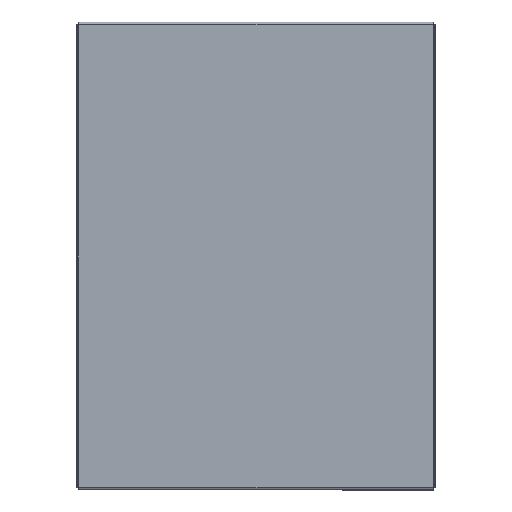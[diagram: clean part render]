
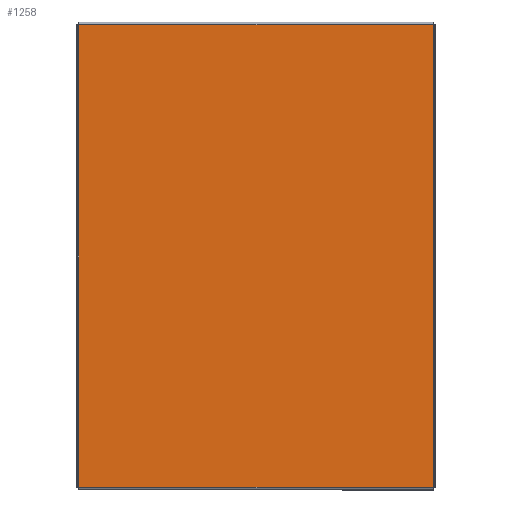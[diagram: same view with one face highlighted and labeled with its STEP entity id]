
A CAD part, front view. The second image highlights one B-rep face of the part: STEP entity #1258.
In plain terms, the highlighted planar face has unit normal (0, -1, 0).
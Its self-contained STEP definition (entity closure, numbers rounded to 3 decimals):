
#14 = DIRECTION ( 'NONE',  ( 0., 0., -1. ) ) ;
#285 = VERTEX_POINT ( 'NONE', #700 ) ;
#294 = CARTESIAN_POINT ( 'NONE',  ( -150.8, -1.2, -196.8 ) ) ;
#342 = CARTESIAN_POINT ( 'NONE',  ( -150.8, -1.2, -196.8 ) ) ;
#376 = DIRECTION ( 'NONE',  ( -1., 0., 0. ) ) ;
#400 = EDGE_CURVE ( 'NONE', #285, #1693, #1092, .T. ) ;
#461 = VECTOR ( 'NONE', #376, 1000. ) ;
#604 = DIRECTION ( 'NONE',  ( 1., 0., 0. ) ) ;
#637 = CARTESIAN_POINT ( 'NONE',  ( 150.8, -1.2, 196.8 ) ) ;
#659 = DIRECTION ( 'NONE',  ( 0., 0., 1. ) ) ;
#662 = EDGE_CURVE ( 'NONE', #1584, #285, #2225, .T. ) ;
#700 = CARTESIAN_POINT ( 'NONE',  ( -150.8, -1.2, 196.8 ) ) ;
#794 = CARTESIAN_POINT ( 'NONE',  ( 150.8, -1.2, 196.8 ) ) ;
#855 = DIRECTION ( 'NONE',  ( 0., 1., 0. ) ) ;
#910 = VECTOR ( 'NONE', #604, 1000. ) ;
#912 = LINE ( 'NONE', #637, #2007 ) ;
#934 = CARTESIAN_POINT ( 'NONE',  ( 150.8, -1.2, -196.8 ) ) ;
#952 = ORIENTED_EDGE ( 'NONE', *, *, #1104, .F. ) ;
#1056 = DIRECTION ( 'NONE',  ( 0., 0., 1. ) ) ;
#1083 = PLANE ( 'NONE',  #2217 ) ;
#1092 = LINE ( 'NONE', #2384, #910 ) ;
#1104 = EDGE_CURVE ( 'NONE', #1693, #2101, #912, .T. ) ;
#1117 = LINE ( 'NONE', #2644, #461 ) ;
#1258 = ADVANCED_FACE ( 'NONE', ( #1832 ), #1083, .F. ) ;
#1584 = VERTEX_POINT ( 'NONE', #342 ) ;
#1638 = ORIENTED_EDGE ( 'NONE', *, *, #662, .F. ) ;
#1693 = VERTEX_POINT ( 'NONE', #794 ) ;
#1832 = FACE_OUTER_BOUND ( 'NONE', #2016, .T. ) ;
#1917 = ORIENTED_EDGE ( 'NONE', *, *, #2280, .F. ) ;
#2007 = VECTOR ( 'NONE', #14, 1000. ) ;
#2016 = EDGE_LOOP ( 'NONE', ( #952, #2350, #1638, #1917 ) ) ;
#2101 = VERTEX_POINT ( 'NONE', #934 ) ;
#2217 = AXIS2_PLACEMENT_3D ( 'NONE', #2542, #855, #1056 ) ;
#2225 = LINE ( 'NONE', #294, #2474 ) ;
#2280 = EDGE_CURVE ( 'NONE', #2101, #1584, #1117, .T. ) ;
#2350 = ORIENTED_EDGE ( 'NONE', *, *, #400, .F. ) ;
#2384 = CARTESIAN_POINT ( 'NONE',  ( 153., -1.2, 196.8 ) ) ;
#2474 = VECTOR ( 'NONE', #659, 1000. ) ;
#2542 = CARTESIAN_POINT ( 'NONE',  ( 0., -1.2, 0. ) ) ;
#2644 = CARTESIAN_POINT ( 'NONE',  ( 153., -1.2, -196.8 ) ) ;
